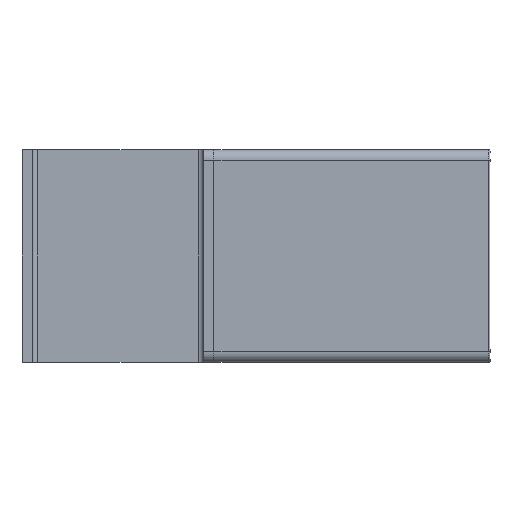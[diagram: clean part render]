
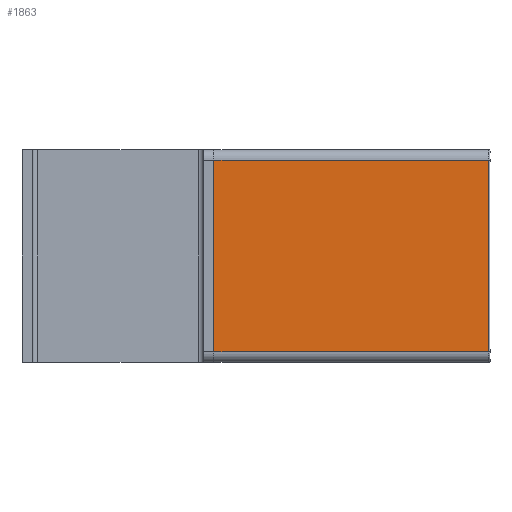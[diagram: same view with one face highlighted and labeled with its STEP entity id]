
A CAD part, front view. The second image highlights one B-rep face of the part: STEP entity #1863.
In plain terms, the highlighted planar face has unit normal (0, -1, 0).
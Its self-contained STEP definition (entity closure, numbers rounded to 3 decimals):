
#25 = CARTESIAN_POINT ( 'NONE',  ( 2., 26.5, 0. ) ) ;
#51 = DIRECTION ( 'NONE',  ( 1., 0., 0. ) ) ;
#56 = LINE ( 'NONE', #92, #1963 ) ;
#92 = CARTESIAN_POINT ( 'NONE',  ( 53., 26.5, -37. ) ) ;
#168 = ORIENTED_EDGE ( 'NONE', *, *, #2550, .T. ) ;
#215 = LINE ( 'NONE', #2166, #3078 ) ;
#238 = VERTEX_POINT ( 'NONE', #3324 ) ;
#496 = EDGE_CURVE ( 'NONE', #1116, #238, #1381, .T. ) ;
#591 = VECTOR ( 'NONE', #1111, 1000. ) ;
#751 = ORIENTED_EDGE ( 'NONE', *, *, #1300, .T. ) ;
#844 = DIRECTION ( 'NONE',  ( 0., -1., 0. ) ) ;
#891 = LINE ( 'NONE', #1138, #2499 ) ;
#970 = EDGE_CURVE ( 'NONE', #238, #2917, #215, .T. ) ;
#979 = ORIENTED_EDGE ( 'NONE', *, *, #496, .T. ) ;
#1056 = FACE_OUTER_BOUND ( 'NONE', #1123, .T. ) ;
#1111 = DIRECTION ( 'NONE',  ( -1., 0., 0. ) ) ;
#1116 = VERTEX_POINT ( 'NONE', #1250 ) ;
#1123 = EDGE_LOOP ( 'NONE', ( #979, #2651, #751, #168 ) ) ;
#1138 = CARTESIAN_POINT ( 'NONE',  ( 2., 26.5, -37. ) ) ;
#1250 = CARTESIAN_POINT ( 'NONE',  ( 53., 26.5, 0. ) ) ;
#1300 = EDGE_CURVE ( 'NONE', #2917, #3137, #891, .T. ) ;
#1381 = LINE ( 'NONE', #25, #591 ) ;
#1402 = DIRECTION ( 'NONE',  ( 0., 0., -1. ) ) ;
#1863 = ADVANCED_FACE ( 'NONE', ( #1056 ), #1888, .T. ) ;
#1888 = PLANE ( 'NONE',  #2275 ) ;
#1936 = DIRECTION ( 'NONE',  ( 0., 0., -1. ) ) ;
#1963 = VECTOR ( 'NONE', #2203, 1000. ) ;
#2137 = CARTESIAN_POINT ( 'NONE',  ( 2., 26.5, -37. ) ) ;
#2166 = CARTESIAN_POINT ( 'NONE',  ( 0., 26.5, -37. ) ) ;
#2203 = DIRECTION ( 'NONE',  ( 0., 0., 1. ) ) ;
#2275 = AXIS2_PLACEMENT_3D ( 'NONE', #2137, #844, #1402 ) ;
#2295 = CARTESIAN_POINT ( 'NONE',  ( 53., 26.5, -37. ) ) ;
#2299 = CARTESIAN_POINT ( 'NONE',  ( 0., 26.5, -37. ) ) ;
#2499 = VECTOR ( 'NONE', #51, 1000. ) ;
#2550 = EDGE_CURVE ( 'NONE', #3137, #1116, #56, .T. ) ;
#2651 = ORIENTED_EDGE ( 'NONE', *, *, #970, .T. ) ;
#2917 = VERTEX_POINT ( 'NONE', #2299 ) ;
#3078 = VECTOR ( 'NONE', #1936, 1000. ) ;
#3137 = VERTEX_POINT ( 'NONE', #2295 ) ;
#3324 = CARTESIAN_POINT ( 'NONE',  ( 0., 26.5, 0. ) ) ;
